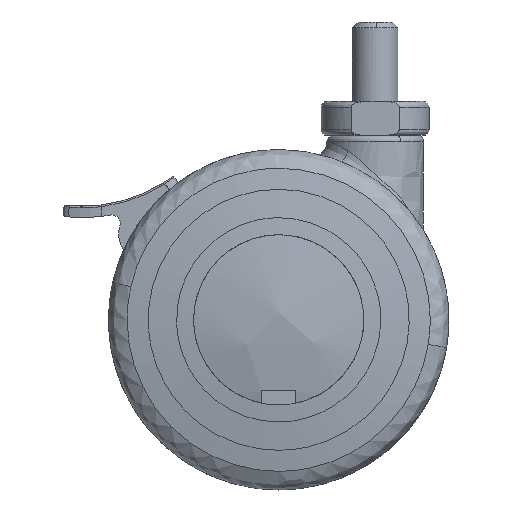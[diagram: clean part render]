
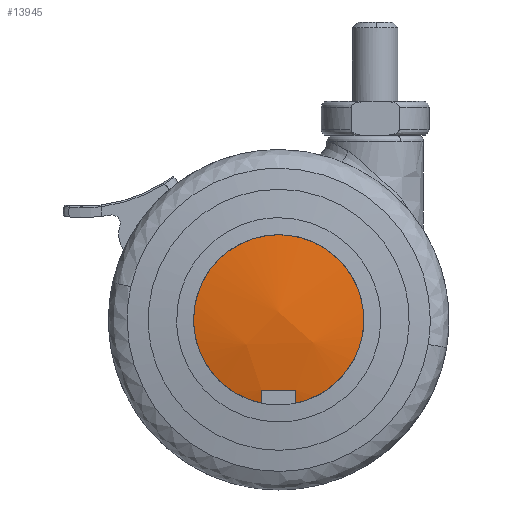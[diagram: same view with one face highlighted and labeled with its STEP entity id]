
A CAD part, front view. The second image highlights one B-rep face of the part: STEP entity #13945.
In plain terms, the highlighted free-form (B-spline) face has degree [2, 2] with [4, 4] control points.
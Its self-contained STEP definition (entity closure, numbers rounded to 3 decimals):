
#11826=CARTESIAN_POINT('',(3.0,-23.033,-12.4));
#11827=VERTEX_POINT('',#11826);
#11828=CARTESIAN_POINT('',(-3.0,-23.033,-12.4));
#11829=VERTEX_POINT('',#11828);
#11830=CARTESIAN_POINT('',(3.,-23.033,-12.4));
#11831=CARTESIAN_POINT('',(0.,-23.187,-12.4));
#11832=CARTESIAN_POINT('',(-3.,-23.033,-12.4));
#11840=(BOUNDED_CURVE()B_SPLINE_CURVE(2,(#11830,#11831,#11832),.UNSPECIFIED.,.F.,.U.)CURVE()GEOMETRIC_REPRESENTATION_ITEM()QUASI_UNIFORM_CURVE()RATIONAL_B_SPLINE_CURVE((1.0,0.999,1.0))REPRESENTATION_ITEM(''));
#11841=EDGE_CURVE('',#11827,#11829,#11840,.T.);
#11870=CARTESIAN_POINT('',(3.0,-22.5,-14.697));
#11871=VERTEX_POINT('',#11870);
#11872=CARTESIAN_POINT('',(3.0,-22.5,-14.697));
#11873=CARTESIAN_POINT('',(3.,-22.789,-13.554));
#11874=CARTESIAN_POINT('',(3.0,-23.033,-12.4));
#11882=(BOUNDED_CURVE()B_SPLINE_CURVE(2,(#11872,#11873,#11874),.UNSPECIFIED.,.F.,.U.)CURVE()GEOMETRIC_REPRESENTATION_ITEM()QUASI_UNIFORM_CURVE()RATIONAL_B_SPLINE_CURVE((1.0,1.,1.0))REPRESENTATION_ITEM(''));
#11883=EDGE_CURVE('',#11871,#11827,#11882,.T.);
#11906=CARTESIAN_POINT('',(-3.0,-22.5,-14.697));
#11907=VERTEX_POINT('',#11906);
#11908=CARTESIAN_POINT('',(-3.0,-23.033,-12.4));
#11909=CARTESIAN_POINT('',(-3.0,-22.789,-13.554));
#11910=CARTESIAN_POINT('',(-3.0,-22.5,-14.697));
#11918=(BOUNDED_CURVE()B_SPLINE_CURVE(2,(#11908,#11909,#11910),.UNSPECIFIED.,.F.,.U.)CURVE()GEOMETRIC_REPRESENTATION_ITEM()QUASI_UNIFORM_CURVE()RATIONAL_B_SPLINE_CURVE((1.0,1.,1.0))REPRESENTATION_ITEM(''));
#11919=EDGE_CURVE('',#11829,#11907,#11918,.T.);
#13891=CARTESIAN_POINT('',(-3.0,-22.5,-14.697));
#13892=CARTESIAN_POINT('',(-16.287,-22.5,-11.985));
#13893=CARTESIAN_POINT('',(-14.924,-22.5,1.508));
#13894=CARTESIAN_POINT('',(-13.561,-22.5,15.));
#13895=CARTESIAN_POINT('',(0.0,-22.5,15.0));
#13896=CARTESIAN_POINT('',(13.561,-22.5,15.));
#13897=CARTESIAN_POINT('',(14.924,-22.5,1.508));
#13898=CARTESIAN_POINT('',(16.287,-22.5,-11.985));
#13899=CARTESIAN_POINT('',(3.0,-22.5,-14.697));
#13907=(BOUNDED_CURVE()B_SPLINE_CURVE(2,(#13891,#13892,#13893,#13894,#13895,#13896,#13897,#13898,#13899),.UNSPECIFIED.,.F.,.U.)B_SPLINE_CURVE_WITH_KNOTS((3,2,2,2,3),(0.0,0.25,0.5,0.75,1.0),.UNSPECIFIED.)CURVE()GEOMETRIC_REPRESENTATION_ITEM()RATIONAL_B_SPLINE_CURVE((1.0,0.742,1.0,0.742,1.0,0.742,1.0,0.742,1.0))REPRESENTATION_ITEM(''));
#13908=EDGE_CURVE('',#11907,#11871,#13907,.T.);
#13915=CARTESIAN_POINT('',(-16.098,-19.988,-15.856));
#13916=CARTESIAN_POINT('',(-8.203,-22.196,-16.133));
#13917=CARTESIAN_POINT('',(8.203,-22.196,-16.133));
#13918=CARTESIAN_POINT('',(16.098,-19.988,-15.856));
#13919=CARTESIAN_POINT('',(-16.446,-22.287,-7.443));
#13920=CARTESIAN_POINT('',(-8.383,-24.588,-7.562));
#13921=CARTESIAN_POINT('',(8.383,-24.588,-7.562));
#13922=CARTESIAN_POINT('',(16.446,-22.287,-7.443));
#13923=CARTESIAN_POINT('',(-16.446,-21.925,8.832));
#13924=CARTESIAN_POINT('',(-8.383,-24.219,9.031));
#13925=CARTESIAN_POINT('',(8.383,-24.219,9.031));
#13926=CARTESIAN_POINT('',(16.446,-21.925,8.832));
#13927=CARTESIAN_POINT('',(-16.184,-19.893,16.099));
#13928=CARTESIAN_POINT('',(-8.248,-22.111,16.433));
#13929=CARTESIAN_POINT('',(8.248,-22.111,16.433));
#13930=CARTESIAN_POINT('',(16.184,-19.893,16.099));
#13938=(BOUNDED_SURFACE()B_SPLINE_SURFACE(2,2,((#13915,#13919,#13923,#13927),(#13916,#13920,#13924,#13928),(#13917,#13921,#13925,#13929),(#13918,#13922,#13926,#13930)),.UNSPECIFIED.,.F.,.F.,.U.)B_SPLINE_SURFACE_WITH_KNOTS((3,1,3),(3,1,3),(14.483,30.682,46.882),(13.486,30.682,45.556),.UNSPECIFIED.)GEOMETRIC_REPRESENTATION_ITEM()RATIONAL_B_SPLINE_SURFACE(((1.042,1.02,1.02,1.036),(1.022,1.0,1.0,1.016),(1.022,1.0,1.0,1.016),(1.042,1.02,1.02,1.036)))REPRESENTATION_ITEM('')SURFACE());
#13939=ORIENTED_EDGE('',*,*,#11919,.F.);
#13940=ORIENTED_EDGE('',*,*,#11841,.F.);
#13941=ORIENTED_EDGE('',*,*,#11883,.F.);
#13942=ORIENTED_EDGE('',*,*,#13908,.F.);
#13943=EDGE_LOOP('',(#13939,#13940,#13941,#13942));
#13944=FACE_OUTER_BOUND('',#13943,.T.);
#13945=ADVANCED_FACE('',(#13944),#13938,.T.);
